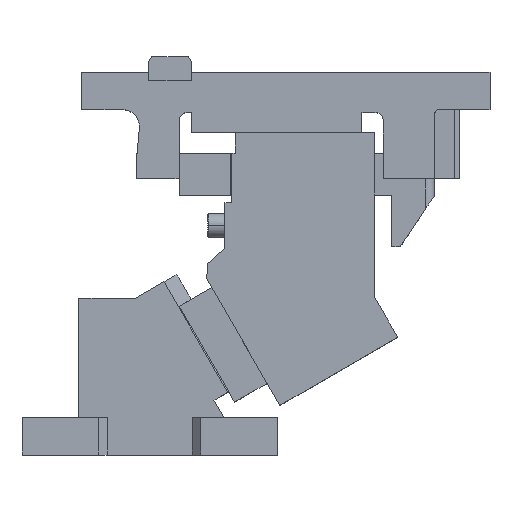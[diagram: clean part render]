
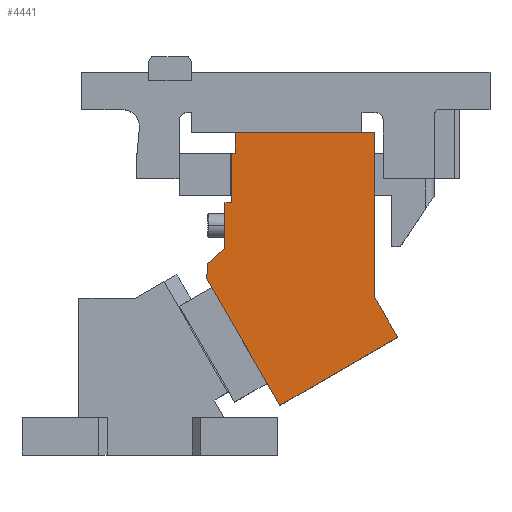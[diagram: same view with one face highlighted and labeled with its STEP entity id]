
A CAD part, top view. The second image highlights one B-rep face of the part: STEP entity #4441.
In plain terms, the highlighted planar face has unit normal (0, 0, 1).
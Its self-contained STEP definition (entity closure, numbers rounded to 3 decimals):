
#2088=CARTESIAN_POINT('Vertex',(-79.915,56.134,70.)) ;
#2104=CARTESIAN_POINT('Vertex',(-79.915,29.134,70.)) ;
#2107=CARTESIAN_POINT('Line Origine',(-79.915,42.634,70.)) ;
#2225=CARTESIAN_POINT('Vertex',(-90.003,20.064,70.)) ;
#2228=CARTESIAN_POINT('Line Origine',(-84.959,24.599,70.)) ;
#2256=CARTESIAN_POINT('Vertex',(-90.75,11.517,70.)) ;
#2259=CARTESIAN_POINT('Line Origine',(-90.377,15.791,70.)) ;
#2296=CARTESIAN_POINT('Vertex',(-47.669,-63.101,70.)) ;
#2299=CARTESIAN_POINT('Line Origine',(-69.21,-25.792,70.)) ;
#2598=CARTESIAN_POINT('Vertex',(21.613,-23.101,70.)) ;
#2601=CARTESIAN_POINT('Line Origine',(-13.028,-43.101,70.)) ;
#2633=CARTESIAN_POINT('Vertex',(8.085,0.329,70.)) ;
#2636=CARTESIAN_POINT('Line Origine',(14.849,-11.386,70.)) ;
#3181=CARTESIAN_POINT('Vertex',(-73.915,85.134,70.)) ;
#3209=CARTESIAN_POINT('Vertex',(-75.915,85.134,70.)) ;
#3212=CARTESIAN_POINT('Line Origine',(-74.915,85.134,70.)) ;
#4105=CARTESIAN_POINT('Line Origine',(-77.915,56.134,70.)) ;
#4109=CARTESIAN_POINT('Vertex',(-75.915,56.134,70.)) ;
#4261=CARTESIAN_POINT('Line Origine',(-75.915,70.634,70.)) ;
#4349=CARTESIAN_POINT('Line Origine',(-73.915,91.134,70.)) ;
#4353=CARTESIAN_POINT('Vertex',(-73.915,97.134,70.)) ;
#4380=CARTESIAN_POINT('Vertex',(8.085,97.134,70.)) ;
#4383=CARTESIAN_POINT('Line Origine',(-32.915,97.134,70.)) ;
#4400=CARTESIAN_POINT('Line Origine',(8.085,48.731,70.)) ;
#4422=CARTESIAN_POINT('Axis2P3D Location',(21.613,-23.101,70.)) ;
#2108=DIRECTION('Vector Direction',(0.,-1.,0.)) ;
#2229=DIRECTION('Vector Direction',(0.744,0.669,0.)) ;
#2260=DIRECTION('Vector Direction',(0.087,0.996,0.)) ;
#2300=DIRECTION('Vector Direction',(-0.5,0.866,0.)) ;
#2602=DIRECTION('Vector Direction',(-0.866,-0.5,0.)) ;
#2637=DIRECTION('Vector Direction',(-0.5,0.866,0.)) ;
#3213=DIRECTION('Vector Direction',(-1.,0.,0.)) ;
#4106=DIRECTION('Vector Direction',(-1.,0.,0.)) ;
#4262=DIRECTION('Vector Direction',(0.,1.,0.)) ;
#4350=DIRECTION('Vector Direction',(0.,-1.,0.)) ;
#4384=DIRECTION('Vector Direction',(-1.,0.,0.)) ;
#4401=DIRECTION('Vector Direction',(0.,-1.,0.)) ;
#4423=DIRECTION('Axis2P3D Direction',(0.,0.,-1.)) ;
#4424=DIRECTION('Axis2P3D XDirection',(-1.,0.,0.)) ;
#4425=AXIS2_PLACEMENT_3D('Plane Axis2P3D',#4422,#4423,#4424) ;
#4428=ORIENTED_EDGE('',*,*,#2263,.F.) ;
#4429=ORIENTED_EDGE('',*,*,#2303,.F.) ;
#4430=ORIENTED_EDGE('',*,*,#2605,.F.) ;
#4431=ORIENTED_EDGE('',*,*,#2640,.T.) ;
#4432=ORIENTED_EDGE('',*,*,#4404,.F.) ;
#4433=ORIENTED_EDGE('',*,*,#4387,.T.) ;
#4434=ORIENTED_EDGE('',*,*,#4355,.T.) ;
#4435=ORIENTED_EDGE('',*,*,#3216,.T.) ;
#4436=ORIENTED_EDGE('',*,*,#4265,.F.) ;
#4437=ORIENTED_EDGE('',*,*,#4111,.T.) ;
#4438=ORIENTED_EDGE('',*,*,#2111,.T.) ;
#4439=ORIENTED_EDGE('',*,*,#2232,.F.) ;
#2109=VECTOR('Line Direction',#2108,1.) ;
#2230=VECTOR('Line Direction',#2229,1.) ;
#2261=VECTOR('Line Direction',#2260,1.) ;
#2301=VECTOR('Line Direction',#2300,1.) ;
#2603=VECTOR('Line Direction',#2602,1.) ;
#2638=VECTOR('Line Direction',#2637,1.) ;
#3214=VECTOR('Line Direction',#3213,1.) ;
#4107=VECTOR('Line Direction',#4106,1.) ;
#4263=VECTOR('Line Direction',#4262,1.) ;
#4351=VECTOR('Line Direction',#4350,1.) ;
#4385=VECTOR('Line Direction',#4384,1.) ;
#4402=VECTOR('Line Direction',#4401,1.) ;
#4441=ADVANCED_FACE('CAM SLIDER',(#4440),#4426,.F.) ;
#2111=EDGE_CURVE('',#2089,#2105,#2110,.T.) ;
#2232=EDGE_CURVE('',#2226,#2105,#2231,.T.) ;
#2263=EDGE_CURVE('',#2257,#2226,#2262,.T.) ;
#2303=EDGE_CURVE('',#2297,#2257,#2302,.T.) ;
#2605=EDGE_CURVE('',#2599,#2297,#2604,.T.) ;
#2640=EDGE_CURVE('',#2599,#2634,#2639,.T.) ;
#3216=EDGE_CURVE('',#3182,#3210,#3215,.T.) ;
#4111=EDGE_CURVE('',#4110,#2089,#4108,.T.) ;
#4265=EDGE_CURVE('',#4110,#3210,#4264,.T.) ;
#4355=EDGE_CURVE('',#4354,#3182,#4352,.T.) ;
#4387=EDGE_CURVE('',#4381,#4354,#4386,.T.) ;
#4404=EDGE_CURVE('',#4381,#2634,#4403,.T.) ;
#4427=EDGE_LOOP('',(#4428,#4429,#4430,#4431,#4432,#4433,#4434,#4435,#4436,#4437,#4438,#4439)) ;
#4440=FACE_OUTER_BOUND('',#4427,.T.) ;
#2110=LINE('Line',#2107,#2109) ;
#2231=LINE('Line',#2228,#2230) ;
#2262=LINE('Line',#2259,#2261) ;
#2302=LINE('Line',#2299,#2301) ;
#2604=LINE('Line',#2601,#2603) ;
#2639=LINE('Line',#2636,#2638) ;
#3215=LINE('Line',#3212,#3214) ;
#4108=LINE('Line',#4105,#4107) ;
#4264=LINE('Line',#4261,#4263) ;
#4352=LINE('Line',#4349,#4351) ;
#4386=LINE('Line',#4383,#4385) ;
#4403=LINE('Line',#4400,#4402) ;
#4426=PLANE('Plane',#4425) ;
#2089=VERTEX_POINT('',#2088) ;
#2105=VERTEX_POINT('',#2104) ;
#2226=VERTEX_POINT('',#2225) ;
#2257=VERTEX_POINT('',#2256) ;
#2297=VERTEX_POINT('',#2296) ;
#2599=VERTEX_POINT('',#2598) ;
#2634=VERTEX_POINT('',#2633) ;
#3182=VERTEX_POINT('',#3181) ;
#3210=VERTEX_POINT('',#3209) ;
#4110=VERTEX_POINT('',#4109) ;
#4354=VERTEX_POINT('',#4353) ;
#4381=VERTEX_POINT('',#4380) ;
